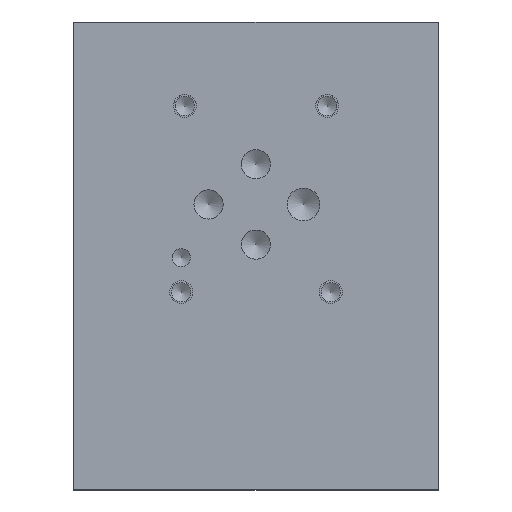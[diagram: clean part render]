
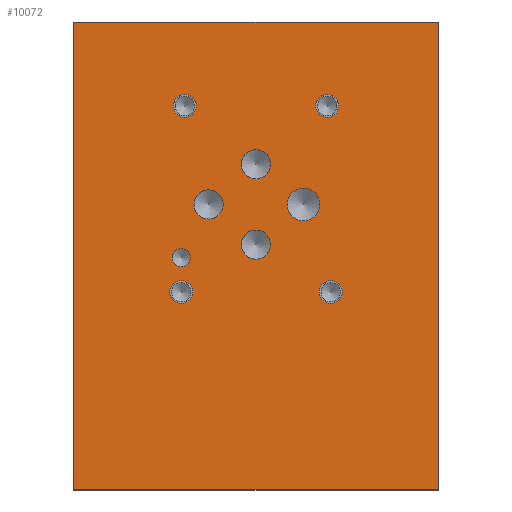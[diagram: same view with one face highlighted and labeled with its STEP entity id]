
A CAD part, top view. The second image highlights one B-rep face of the part: STEP entity #10072.
In plain terms, the highlighted planar face has unit normal (0, 0, 1).
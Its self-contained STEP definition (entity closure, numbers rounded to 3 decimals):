
#209=CIRCLE('',#10572,3.569);
#210=CIRCLE('',#10573,3.569);
#213=CIRCLE('',#10578,3.175);
#214=CIRCLE('',#10579,3.175);
#217=CIRCLE('',#10584,3.175);
#218=CIRCLE('',#10585,3.175);
#221=CIRCLE('',#10590,3.175);
#222=CIRCLE('',#10591,3.175);
#225=CIRCLE('',#10596,1.981);
#226=CIRCLE('',#10597,1.981);
#232=CIRCLE('',#10606,2.502);
#233=CIRCLE('',#10607,2.502);
#239=CIRCLE('',#10617,2.502);
#240=CIRCLE('',#10618,2.502);
#246=CIRCLE('',#10628,2.502);
#247=CIRCLE('',#10629,2.502);
#253=CIRCLE('',#10639,2.502);
#254=CIRCLE('',#10640,2.502);
#324=FACE_BOUND('',#1794,.T.);
#325=FACE_BOUND('',#1795,.T.);
#326=FACE_BOUND('',#1796,.T.);
#327=FACE_BOUND('',#1797,.T.);
#328=FACE_BOUND('',#1798,.T.);
#329=FACE_BOUND('',#1799,.T.);
#330=FACE_BOUND('',#1800,.T.);
#331=FACE_BOUND('',#1801,.T.);
#332=FACE_BOUND('',#1802,.T.);
#1212=FACE_OUTER_BOUND('',#1793,.T.);
#1793=EDGE_LOOP('',(#8814,#8815,#8816,#8817));
#1794=EDGE_LOOP('',(#8818,#8819));
#1795=EDGE_LOOP('',(#8820,#8821));
#1796=EDGE_LOOP('',(#8822,#8823));
#1797=EDGE_LOOP('',(#8824,#8825));
#1798=EDGE_LOOP('',(#8826,#8827));
#1799=EDGE_LOOP('',(#8828,#8829));
#1800=EDGE_LOOP('',(#8830,#8831));
#1801=EDGE_LOOP('',(#8832,#8833));
#1802=EDGE_LOOP('',(#8834,#8835));
#2125=LINE('',#14838,#3092);
#2550=LINE('',#16015,#3517);
#2608=LINE('',#16286,#3575);
#2770=LINE('',#17178,#3737);
#3092=VECTOR('',#11149,10.);
#3517=VECTOR('',#11882,10.);
#3575=VECTOR('',#11994,10.);
#3737=VECTOR('',#12728,10.);
#4066=VERTEX_POINT('',#14835);
#4067=VERTEX_POINT('',#14837);
#4385=VERTEX_POINT('',#16013);
#4443=VERTEX_POINT('',#16285);
#4634=VERTEX_POINT('',#17030);
#4635=VERTEX_POINT('',#17031);
#4639=VERTEX_POINT('',#17043);
#4640=VERTEX_POINT('',#17044);
#4644=VERTEX_POINT('',#17056);
#4645=VERTEX_POINT('',#17057);
#4649=VERTEX_POINT('',#17069);
#4650=VERTEX_POINT('',#17070);
#4654=VERTEX_POINT('',#17082);
#4655=VERTEX_POINT('',#17083);
#4662=VERTEX_POINT('',#17102);
#4663=VERTEX_POINT('',#17103);
#4670=VERTEX_POINT('',#17124);
#4671=VERTEX_POINT('',#17125);
#4678=VERTEX_POINT('',#17146);
#4679=VERTEX_POINT('',#17147);
#4686=VERTEX_POINT('',#17168);
#4687=VERTEX_POINT('',#17169);
#5179=EDGE_CURVE('',#4067,#4066,#2125,.T.);
#5646=EDGE_CURVE('',#4066,#4385,#2550,.T.);
#5728=EDGE_CURVE('',#4443,#4067,#2608,.T.);
#6003=EDGE_CURVE('',#4634,#4635,#209,.T.);
#6004=EDGE_CURVE('',#4635,#4634,#210,.T.);
#6009=EDGE_CURVE('',#4639,#4640,#213,.T.);
#6010=EDGE_CURVE('',#4640,#4639,#214,.T.);
#6015=EDGE_CURVE('',#4644,#4645,#217,.T.);
#6016=EDGE_CURVE('',#4645,#4644,#218,.T.);
#6021=EDGE_CURVE('',#4649,#4650,#221,.T.);
#6022=EDGE_CURVE('',#4650,#4649,#222,.T.);
#6027=EDGE_CURVE('',#4654,#4655,#225,.T.);
#6028=EDGE_CURVE('',#4655,#4654,#226,.T.);
#6036=EDGE_CURVE('',#4662,#4663,#232,.T.);
#6037=EDGE_CURVE('',#4663,#4662,#233,.T.);
#6046=EDGE_CURVE('',#4670,#4671,#239,.T.);
#6047=EDGE_CURVE('',#4671,#4670,#240,.T.);
#6056=EDGE_CURVE('',#4678,#4679,#246,.T.);
#6057=EDGE_CURVE('',#4679,#4678,#247,.T.);
#6066=EDGE_CURVE('',#4686,#4687,#253,.T.);
#6067=EDGE_CURVE('',#4687,#4686,#254,.T.);
#6071=EDGE_CURVE('',#4385,#4443,#2770,.T.);
#8814=ORIENTED_EDGE('',*,*,#5179,.T.);
#8815=ORIENTED_EDGE('',*,*,#5646,.T.);
#8816=ORIENTED_EDGE('',*,*,#6071,.T.);
#8817=ORIENTED_EDGE('',*,*,#5728,.T.);
#8818=ORIENTED_EDGE('',*,*,#6003,.T.);
#8819=ORIENTED_EDGE('',*,*,#6004,.T.);
#8820=ORIENTED_EDGE('',*,*,#6009,.T.);
#8821=ORIENTED_EDGE('',*,*,#6010,.T.);
#8822=ORIENTED_EDGE('',*,*,#6015,.T.);
#8823=ORIENTED_EDGE('',*,*,#6016,.T.);
#8824=ORIENTED_EDGE('',*,*,#6021,.T.);
#8825=ORIENTED_EDGE('',*,*,#6022,.T.);
#8826=ORIENTED_EDGE('',*,*,#6027,.T.);
#8827=ORIENTED_EDGE('',*,*,#6028,.T.);
#8828=ORIENTED_EDGE('',*,*,#6036,.T.);
#8829=ORIENTED_EDGE('',*,*,#6037,.T.);
#8830=ORIENTED_EDGE('',*,*,#6046,.T.);
#8831=ORIENTED_EDGE('',*,*,#6047,.T.);
#8832=ORIENTED_EDGE('',*,*,#6056,.T.);
#8833=ORIENTED_EDGE('',*,*,#6057,.T.);
#8834=ORIENTED_EDGE('',*,*,#6066,.T.);
#8835=ORIENTED_EDGE('',*,*,#6067,.T.);
#9157=PLANE('',#10646);
#10072=ADVANCED_FACE('',(#1212,#324,#325,#326,#327,#328,#329,#330,#331,
#332),#9157,.T.);
#10572=AXIS2_PLACEMENT_3D('',#17032,#12562,#12563);
#10573=AXIS2_PLACEMENT_3D('',#17033,#12564,#12565);
#10578=AXIS2_PLACEMENT_3D('',#17045,#12576,#12577);
#10579=AXIS2_PLACEMENT_3D('',#17046,#12578,#12579);
#10584=AXIS2_PLACEMENT_3D('',#17058,#12590,#12591);
#10585=AXIS2_PLACEMENT_3D('',#17059,#12592,#12593);
#10590=AXIS2_PLACEMENT_3D('',#17071,#12604,#12605);
#10591=AXIS2_PLACEMENT_3D('',#17072,#12606,#12607);
#10596=AXIS2_PLACEMENT_3D('',#17084,#12618,#12619);
#10597=AXIS2_PLACEMENT_3D('',#17085,#12620,#12621);
#10606=AXIS2_PLACEMENT_3D('',#17104,#12640,#12641);
#10607=AXIS2_PLACEMENT_3D('',#17105,#12642,#12643);
#10617=AXIS2_PLACEMENT_3D('',#17126,#12665,#12666);
#10618=AXIS2_PLACEMENT_3D('',#17127,#12667,#12668);
#10628=AXIS2_PLACEMENT_3D('',#17148,#12690,#12691);
#10629=AXIS2_PLACEMENT_3D('',#17149,#12692,#12693);
#10639=AXIS2_PLACEMENT_3D('',#17170,#12715,#12716);
#10640=AXIS2_PLACEMENT_3D('',#17171,#12717,#12718);
#10646=AXIS2_PLACEMENT_3D('',#17181,#12733,#12734);
#11149=DIRECTION('',(1.,0.,0.));
#11882=DIRECTION('',(0.,1.,0.));
#11994=DIRECTION('',(0.,-1.,0.));
#12562=DIRECTION('center_axis',(0.,0.,-1.));
#12563=DIRECTION('ref_axis',(1.,0.,0.));
#12564=DIRECTION('center_axis',(0.,0.,-1.));
#12565=DIRECTION('ref_axis',(1.,0.,0.));
#12576=DIRECTION('center_axis',(0.,0.,-1.));
#12577=DIRECTION('ref_axis',(1.,0.,0.));
#12578=DIRECTION('center_axis',(0.,0.,-1.));
#12579=DIRECTION('ref_axis',(1.,0.,0.));
#12590=DIRECTION('center_axis',(0.,0.,-1.));
#12591=DIRECTION('ref_axis',(1.,0.,0.));
#12592=DIRECTION('center_axis',(0.,0.,-1.));
#12593=DIRECTION('ref_axis',(1.,0.,0.));
#12604=DIRECTION('center_axis',(0.,0.,-1.));
#12605=DIRECTION('ref_axis',(1.,0.,0.));
#12606=DIRECTION('center_axis',(0.,0.,-1.));
#12607=DIRECTION('ref_axis',(1.,0.,0.));
#12618=DIRECTION('center_axis',(0.,0.,-1.));
#12619=DIRECTION('ref_axis',(1.,0.,0.));
#12620=DIRECTION('center_axis',(0.,0.,-1.));
#12621=DIRECTION('ref_axis',(1.,0.,0.));
#12640=DIRECTION('center_axis',(0.,0.,-1.));
#12641=DIRECTION('ref_axis',(1.,0.,0.));
#12642=DIRECTION('center_axis',(0.,0.,-1.));
#12643=DIRECTION('ref_axis',(1.,0.,0.));
#12665=DIRECTION('center_axis',(0.,0.,-1.));
#12666=DIRECTION('ref_axis',(1.,0.,0.));
#12667=DIRECTION('center_axis',(0.,0.,-1.));
#12668=DIRECTION('ref_axis',(1.,0.,0.));
#12690=DIRECTION('center_axis',(0.,0.,-1.));
#12691=DIRECTION('ref_axis',(1.,0.,0.));
#12692=DIRECTION('center_axis',(0.,0.,-1.));
#12693=DIRECTION('ref_axis',(1.,0.,0.));
#12715=DIRECTION('center_axis',(0.,0.,-1.));
#12716=DIRECTION('ref_axis',(1.,0.,0.));
#12717=DIRECTION('center_axis',(0.,0.,-1.));
#12718=DIRECTION('ref_axis',(1.,0.,0.));
#12728=DIRECTION('',(-1.,0.,0.));
#12733=DIRECTION('center_axis',(0.,0.,1.));
#12734=DIRECTION('ref_axis',(1.,0.,0.));
#14835=CARTESIAN_POINT('',(79.375,0.,101.6));
#14837=CARTESIAN_POINT('',(0.,0.,101.6));
#14838=CARTESIAN_POINT('',(0.,0.,101.6));
#16013=CARTESIAN_POINT('',(79.375,101.6,101.6));
#16015=CARTESIAN_POINT('',(79.375,0.,101.6));
#16285=CARTESIAN_POINT('',(0.,101.6,101.6));
#16286=CARTESIAN_POINT('',(0.,101.6,101.6));
#17030=CARTESIAN_POINT('',(53.581,61.925,101.6));
#17031=CARTESIAN_POINT('',(46.444,61.925,101.6));
#17032=CARTESIAN_POINT('Origin',(50.013,61.925,101.6));
#17033=CARTESIAN_POINT('Origin',(50.013,61.925,101.6));
#17043=CARTESIAN_POINT('',(42.85,70.663,101.6));
#17044=CARTESIAN_POINT('',(36.5,70.663,101.6));
#17045=CARTESIAN_POINT('Origin',(39.675,70.663,101.6));
#17046=CARTESIAN_POINT('Origin',(39.675,70.663,101.6));
#17056=CARTESIAN_POINT('',(32.537,61.925,101.6));
#17057=CARTESIAN_POINT('',(26.187,61.925,101.6));
#17058=CARTESIAN_POINT('Origin',(29.362,61.925,101.6));
#17059=CARTESIAN_POINT('Origin',(29.362,61.925,101.6));
#17069=CARTESIAN_POINT('',(42.85,53.188,101.6));
#17070=CARTESIAN_POINT('',(36.5,53.188,101.6));
#17071=CARTESIAN_POINT('Origin',(39.675,53.188,101.6));
#17072=CARTESIAN_POINT('Origin',(39.675,53.188,101.6));
#17082=CARTESIAN_POINT('',(25.4,50.368,101.6));
#17083=CARTESIAN_POINT('',(21.438,50.368,101.6));
#17084=CARTESIAN_POINT('Origin',(23.419,50.368,101.6));
#17085=CARTESIAN_POINT('Origin',(23.419,50.368,101.6));
#17102=CARTESIAN_POINT('',(58.458,42.875,101.6));
#17103=CARTESIAN_POINT('',(53.454,42.875,101.6));
#17104=CARTESIAN_POINT('Origin',(55.956,42.875,101.6));
#17105=CARTESIAN_POINT('Origin',(55.956,42.875,101.6));
#17124=CARTESIAN_POINT('',(26.708,83.363,101.6));
#17125=CARTESIAN_POINT('',(21.704,83.363,101.6));
#17126=CARTESIAN_POINT('Origin',(24.206,83.363,101.6));
#17127=CARTESIAN_POINT('Origin',(24.206,83.363,101.6));
#17146=CARTESIAN_POINT('',(57.671,83.363,101.6));
#17147=CARTESIAN_POINT('',(52.667,83.363,101.6));
#17148=CARTESIAN_POINT('Origin',(55.169,83.363,101.6));
#17149=CARTESIAN_POINT('Origin',(55.169,83.363,101.6));
#17168=CARTESIAN_POINT('',(25.921,42.875,101.6));
#17169=CARTESIAN_POINT('',(20.917,42.875,101.6));
#17170=CARTESIAN_POINT('Origin',(23.419,42.875,101.6));
#17171=CARTESIAN_POINT('Origin',(23.419,42.875,101.6));
#17178=CARTESIAN_POINT('',(79.375,101.6,101.6));
#17181=CARTESIAN_POINT('Origin',(39.688,50.8,101.6));
